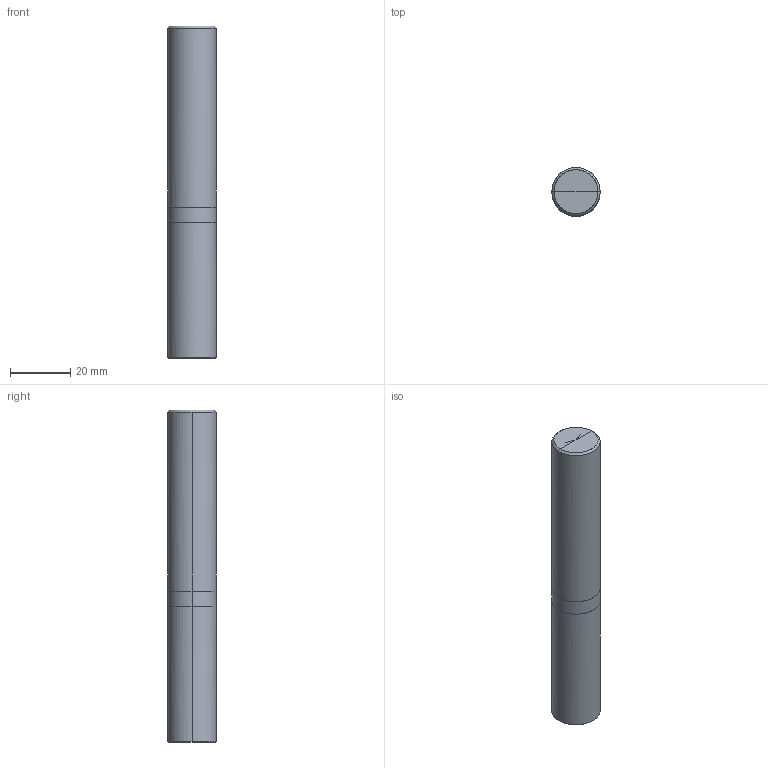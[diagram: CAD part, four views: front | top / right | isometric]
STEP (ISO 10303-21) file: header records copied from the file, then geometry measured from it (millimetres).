
FILE_DESCRIPTION(/* description */ (''),/* implementation_level */ '2;1');
FILE_NAME(/*name*/ 'VHM-HPC-Schlichtfräser 0662-1650-b',/*time_stamp*/'2021-9-30T8:27:59',/*author*/ ('ISBE GmbH'),/*organization*/ ('ISBE GmbH'),/*preprocessor_version*/ 'STEP IO v1.0',/*originating_system*/ '',/*authorisation*/ '');
FILE_SCHEMA (('AUTOMOTIVE_DESIGN'));
Length unit declared in the file: millimetre
Products named in the file (1): Document
Bounding box: 16 x 15.98 x 110 mm (x, y, z)
Surface area: 6316.6 mm2 (no closed solid volume)
Topology: 0 solids, 18 shells, 18 faces, 78 edges, 76 vertices
Faces by surface type: bspline 18
Entity records: 3401 total; most frequent: CARTESIAN_POINT 3063, VERTEX_POINT 64, EDGE_CURVE 64, ORIENTED_EDGE 64, EDGE_LOOP 18, FACE_OUTER_BOUND 18, ADVANCED_FACE 18, DIRECTION 14
